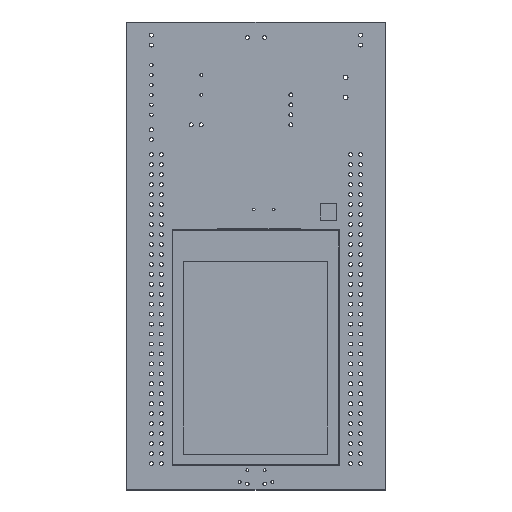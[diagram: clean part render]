
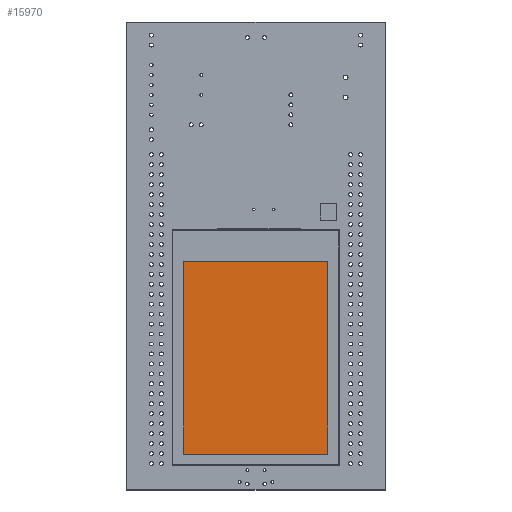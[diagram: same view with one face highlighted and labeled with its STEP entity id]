
A CAD part, top view. The second image highlights one B-rep face of the part: STEP entity #15970.
In plain terms, the highlighted planar face has unit normal (0, 0, 1).
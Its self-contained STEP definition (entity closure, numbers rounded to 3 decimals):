
#15841 = VERTEX_POINT('',#15842);
#15842 = CARTESIAN_POINT('',(18.36,-24.48,0.01));
#15848 = EDGE_CURVE('',#15841,#15849,#15851,.T.);
#15849 = VERTEX_POINT('',#15850);
#15850 = CARTESIAN_POINT('',(-18.36,-24.48,0.01));
#15851 = LINE('',#15852,#15853);
#15852 = CARTESIAN_POINT('',(18.36,-24.48,0.01));
#15853 = VECTOR('',#15854,1.);
#15854 = DIRECTION('',(-1.,0.,0.));
#15879 = EDGE_CURVE('',#15849,#15880,#15882,.T.);
#15880 = VERTEX_POINT('',#15881);
#15881 = CARTESIAN_POINT('',(-18.36,24.48,0.01));
#15882 = LINE('',#15883,#15884);
#15883 = CARTESIAN_POINT('',(-18.36,-24.48,0.01));
#15884 = VECTOR('',#15885,1.);
#15885 = DIRECTION('',(0.,1.,0.));
#15910 = EDGE_CURVE('',#15880,#15911,#15913,.T.);
#15911 = VERTEX_POINT('',#15912);
#15912 = CARTESIAN_POINT('',(18.36,24.48,0.01));
#15913 = LINE('',#15914,#15915);
#15914 = CARTESIAN_POINT('',(-18.36,24.48,0.01));
#15915 = VECTOR('',#15916,1.);
#15916 = DIRECTION('',(1.,0.,0.));
#15941 = EDGE_CURVE('',#15911,#15841,#15942,.T.);
#15942 = LINE('',#15943,#15944);
#15943 = CARTESIAN_POINT('',(18.36,24.48,0.01));
#15944 = VECTOR('',#15945,1.);
#15945 = DIRECTION('',(0.,-1.,0.));
#15970 = ADVANCED_FACE('',(#15971),#15977,.T.);
#15971 = FACE_BOUND('',#15972,.F.);
#15972 = EDGE_LOOP('',(#15973,#15974,#15975,#15976));
#15973 = ORIENTED_EDGE('',*,*,#15848,.T.);
#15974 = ORIENTED_EDGE('',*,*,#15879,.T.);
#15975 = ORIENTED_EDGE('',*,*,#15910,.T.);
#15976 = ORIENTED_EDGE('',*,*,#15941,.T.);
#15977 = PLANE('',#15978);
#15978 = AXIS2_PLACEMENT_3D('',#15979,#15980,#15981);
#15979 = CARTESIAN_POINT('',(18.36,-24.48,0.01));
#15980 = DIRECTION('',(0.,0.,1.));
#15981 = DIRECTION('',(1.,0.,0.));
